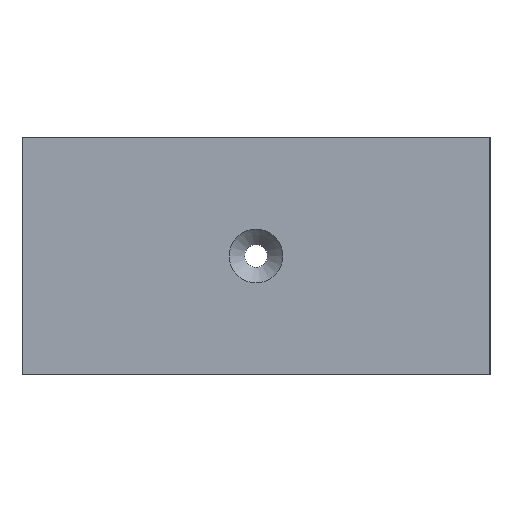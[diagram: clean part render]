
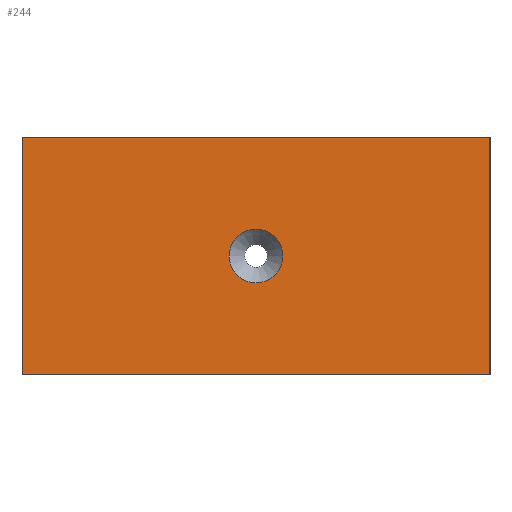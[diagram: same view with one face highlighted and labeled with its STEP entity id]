
A CAD part, top view. The second image highlights one B-rep face of the part: STEP entity #244.
In plain terms, the highlighted planar face has unit normal (0, 0, 1).
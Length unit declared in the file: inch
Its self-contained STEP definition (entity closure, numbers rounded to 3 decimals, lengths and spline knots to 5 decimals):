
#16=FACE_BOUND('',#53,.T.);
#24=PLANE('',#283);
#38=FACE_OUTER_BOUND('',#52,.T.);
#52=EDGE_LOOP('',(#211,#212,#213,#214));
#53=EDGE_LOOP('',(#215,#216));
#71=LINE('',#396,#97);
#80=LINE('',#411,#106);
#81=LINE('',#414,#107);
#82=LINE('',#415,#108);
#97=VECTOR('',#324,0.03937);
#106=VECTOR('',#339,0.03937);
#107=VECTOR('',#342,0.03937);
#108=VECTOR('',#343,0.03937);
#115=CIRCLE('',#275,0.27559);
#116=CIRCLE('',#276,0.27559);
#121=VERTEX_POINT('',#366);
#122=VERTEX_POINT('',#368);
#133=VERTEX_POINT('',#393);
#134=VERTEX_POINT('',#395);
#137=VERTEX_POINT('',#409);
#138=VERTEX_POINT('',#413);
#145=EDGE_CURVE('',#122,#121,#115,.T.);
#146=EDGE_CURVE('',#121,#122,#116,.T.);
#157=EDGE_CURVE('',#133,#134,#71,.T.);
#166=EDGE_CURVE('',#137,#134,#80,.T.);
#167=EDGE_CURVE('',#137,#138,#81,.T.);
#168=EDGE_CURVE('',#138,#133,#82,.T.);
#211=ORIENTED_EDGE('',*,*,#167,.F.);
#212=ORIENTED_EDGE('',*,*,#166,.T.);
#213=ORIENTED_EDGE('',*,*,#157,.F.);
#214=ORIENTED_EDGE('',*,*,#168,.F.);
#215=ORIENTED_EDGE('',*,*,#145,.T.);
#216=ORIENTED_EDGE('',*,*,#146,.T.);
#244=ADVANCED_FACE('',(#38,#16),#24,.T.);
#275=AXIS2_PLACEMENT_3D('',#369,#304,#305);
#276=AXIS2_PLACEMENT_3D('',#370,#306,#307);
#283=AXIS2_PLACEMENT_3D('',#412,#340,#341);
#304=DIRECTION('center_axis',(0.,0.,-1.));
#305=DIRECTION('ref_axis',(1.,0.,0.));
#306=DIRECTION('center_axis',(0.,0.,-1.));
#307=DIRECTION('ref_axis',(1.,0.,0.));
#324=DIRECTION('',(-1.,0.,0.));
#339=DIRECTION('',(0.,-1.,0.));
#340=DIRECTION('center_axis',(0.,0.,1.));
#341=DIRECTION('ref_axis',(-1.,0.,0.));
#342=DIRECTION('',(1.,0.,0.));
#343=DIRECTION('',(0.,-1.,0.));
#366=CARTESIAN_POINT('',(2.12598,1.22047,0.));
#368=CARTESIAN_POINT('',(2.67717,1.22047,0.));
#369=CARTESIAN_POINT('Origin',(2.40157,1.22047,0.));
#370=CARTESIAN_POINT('Origin',(2.40157,1.22047,0.));
#393=CARTESIAN_POINT('',(4.80315,0.,0.));
#395=CARTESIAN_POINT('',(0.,0.,0.));
#396=CARTESIAN_POINT('',(0.,0.,0.));
#409=CARTESIAN_POINT('',(0.,2.44094,0.));
#411=CARTESIAN_POINT('',(0.,2.44094,0.));
#412=CARTESIAN_POINT('Origin',(4.80315,2.44094,0.));
#413=CARTESIAN_POINT('',(4.80315,2.44094,0.));
#414=CARTESIAN_POINT('',(0.,2.44094,0.));
#415=CARTESIAN_POINT('',(4.80315,2.44094,0.));
